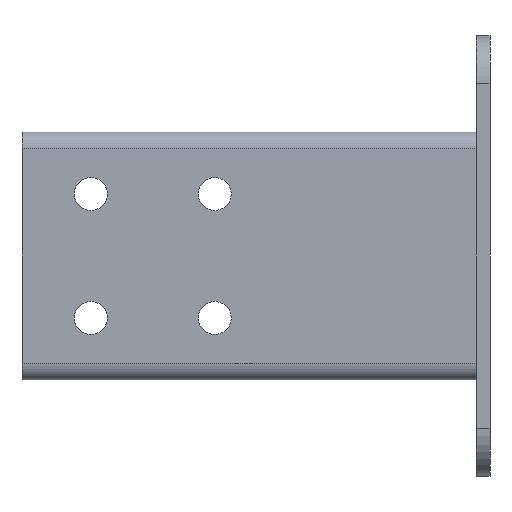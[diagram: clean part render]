
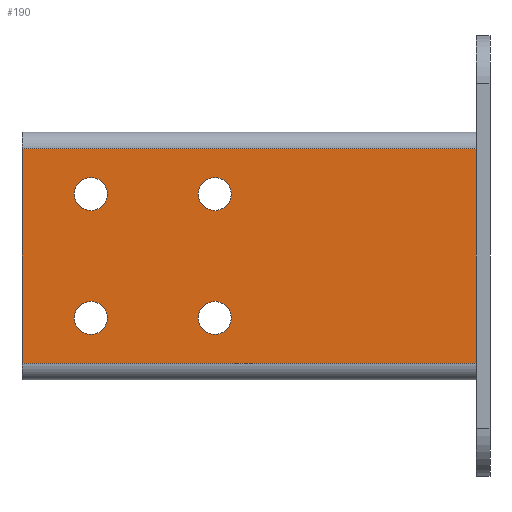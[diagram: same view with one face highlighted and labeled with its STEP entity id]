
A CAD part, left-side view. The second image highlights one B-rep face of the part: STEP entity #190.
In plain terms, the highlighted planar face has unit normal (-1, 0, 0).
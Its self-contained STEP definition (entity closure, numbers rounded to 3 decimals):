
#24 = EDGE_CURVE ( 'NONE', #2542, #2152, #423, .T. ) ;
#25 = EDGE_CURVE ( 'NONE', #2518, #37, #461, .T. ) ;
#35 = VERTEX_POINT ( 'NONE', #441 ) ;
#37 = VERTEX_POINT ( 'NONE', #439 ) ;
#107 = VERTEX_POINT ( 'NONE', #614 ) ;
#142 = EDGE_CURVE ( 'NONE', #35, #107, #640, .T. ) ;
#158 = EDGE_CURVE ( 'NONE', #2518, #35, #708, .T. ) ;
#168 = EDGE_LOOP ( 'NONE', ( #186, #177 ) ) ;
#172 = EDGE_CURVE ( 'NONE', #303, #294, #687, .T. ) ;
#177 = ORIENTED_EDGE ( 'NONE', *, *, #172, .F. ) ;
#178 = EDGE_LOOP ( 'NONE', ( #267, #184 ) ) ;
#181 = EDGE_CURVE ( 'NONE', #2152, #2542, #729, .T. ) ;
#184 = ORIENTED_EDGE ( 'NONE', *, *, #189, .F. ) ;
#186 = ORIENTED_EDGE ( 'NONE', *, *, #312, .F. ) ;
#189 = EDGE_CURVE ( 'NONE', #2417, #2409, #678, .T. ) ;
#190 = ADVANCED_FACE ( 'NONE', ( #716, #730, #721, #719, #720 ), #723, .F. ) ;
#191 = EDGE_LOOP ( 'NONE', ( #271, #194, #202, #286 ) ) ;
#193 = ORIENTED_EDGE ( 'NONE', *, *, #277, .F. ) ;
#194 = ORIENTED_EDGE ( 'NONE', *, *, #203, .F. ) ;
#201 = ORIENTED_EDGE ( 'NONE', *, *, #359, .F. ) ;
#202 = ORIENTED_EDGE ( 'NONE', *, *, #25, .F. ) ;
#203 = EDGE_CURVE ( 'NONE', #37, #107, #766, .T. ) ;
#205 = EDGE_LOOP ( 'NONE', ( #201, #193 ) ) ;
#249 = EDGE_LOOP ( 'NONE', ( #253, #261 ) ) ;
#253 = ORIENTED_EDGE ( 'NONE', *, *, #24, .F. ) ;
#261 = ORIENTED_EDGE ( 'NONE', *, *, #181, .F. ) ;
#267 = ORIENTED_EDGE ( 'NONE', *, *, #2418, .F. ) ;
#271 = ORIENTED_EDGE ( 'NONE', *, *, #142, .T. ) ;
#277 = EDGE_CURVE ( 'NONE', #2020, #2019, #895, .T. ) ;
#286 = ORIENTED_EDGE ( 'NONE', *, *, #158, .T. ) ;
#294 = VERTEX_POINT ( 'NONE', #911 ) ;
#303 = VERTEX_POINT ( 'NONE', #959 ) ;
#312 = EDGE_CURVE ( 'NONE', #294, #303, #958, .T. ) ;
#359 = EDGE_CURVE ( 'NONE', #2019, #2020, #1011, .T. ) ;
#410 = DIRECTION ( 'NONE',  ( 0., 0., 1. ) ) ;
#415 = AXIS2_PLACEMENT_3D ( 'NONE', #464, #463, #462 ) ;
#423 = CIRCLE ( 'NONE', #415, 6. ) ;
#439 = CARTESIAN_POINT ( 'NONE',  ( -45., 170., 39. ) ) ;
#441 = CARTESIAN_POINT ( 'NONE',  ( -45., 0., -39. ) ) ;
#460 = VECTOR ( 'NONE', #410, 1000. ) ;
#461 = LINE ( 'NONE', #465, #460 ) ;
#462 = DIRECTION ( 'NONE',  ( 0., 0., -1. ) ) ;
#463 = DIRECTION ( 'NONE',  ( -1., 0., 0. ) ) ;
#464 = CARTESIAN_POINT ( 'NONE',  ( -45., 145., -22.5 ) ) ;
#465 = CARTESIAN_POINT ( 'NONE',  ( -45., 170., 39. ) ) ;
#614 = CARTESIAN_POINT ( 'NONE',  ( -45., 0., 39. ) ) ;
#635 = CARTESIAN_POINT ( 'NONE',  ( -45., 0., 39. ) ) ;
#640 = LINE ( 'NONE', #635, #643 ) ;
#642 = DIRECTION ( 'NONE',  ( 0., 0., 1. ) ) ;
#643 = VECTOR ( 'NONE', #642, 1000. ) ;
#654 = CARTESIAN_POINT ( 'NONE',  ( -45., 170., -39. ) ) ;
#661 = DIRECTION ( 'NONE',  ( 0., -1., 0. ) ) ;
#678 = CIRCLE ( 'NONE', #731, 6. ) ;
#683 = AXIS2_PLACEMENT_3D ( 'NONE', #739, #738, #737 ) ;
#687 = CIRCLE ( 'NONE', #683, 6. ) ;
#707 = VECTOR ( 'NONE', #661, 1000. ) ;
#708 = LINE ( 'NONE', #654, #707 ) ;
#716 = FACE_BOUND ( 'NONE', #168, .T. ) ;
#717 = DIRECTION ( 'NONE',  ( 0., 0., -1. ) ) ;
#718 = DIRECTION ( 'NONE',  ( -1., 0., 0. ) ) ;
#719 = FACE_BOUND ( 'NONE', #205, .T. ) ;
#720 = FACE_OUTER_BOUND ( 'NONE', #191, .T. ) ;
#721 = FACE_BOUND ( 'NONE', #249, .T. ) ;
#723 = PLANE ( 'NONE',  #740 ) ;
#725 = DIRECTION ( 'NONE',  ( 0., 0., -1. ) ) ;
#726 = DIRECTION ( 'NONE',  ( -1., 0., 0. ) ) ;
#727 = CARTESIAN_POINT ( 'NONE',  ( -45., 145., -22.5 ) ) ;
#728 = AXIS2_PLACEMENT_3D ( 'NONE', #727, #726, #725 ) ;
#729 = CIRCLE ( 'NONE', #728, 6. ) ;
#730 = FACE_BOUND ( 'NONE', #178, .T. ) ;
#731 = AXIS2_PLACEMENT_3D ( 'NONE', #735, #718, #717 ) ;
#734 = DIRECTION ( 'NONE',  ( 0., 0., -1. ) ) ;
#735 = CARTESIAN_POINT ( 'NONE',  ( -45., 100., 22.5 ) ) ;
#737 = DIRECTION ( 'NONE',  ( 0., 0., -1. ) ) ;
#738 = DIRECTION ( 'NONE',  ( -1., 0., 0. ) ) ;
#739 = CARTESIAN_POINT ( 'NONE',  ( -45., 100., -22.5 ) ) ;
#740 = AXIS2_PLACEMENT_3D ( 'NONE', #742, #741, #734 ) ;
#741 = DIRECTION ( 'NONE',  ( 1., 0., 0. ) ) ;
#742 = CARTESIAN_POINT ( 'NONE',  ( -45., 170., 39. ) ) ;
#758 = DIRECTION ( 'NONE',  ( 0., -1., 0. ) ) ;
#759 = VECTOR ( 'NONE', #758, 1000. ) ;
#760 = CARTESIAN_POINT ( 'NONE',  ( -45., 170., 39. ) ) ;
#766 = LINE ( 'NONE', #760, #759 ) ;
#885 = DIRECTION ( 'NONE',  ( 0., 0., -1. ) ) ;
#886 = DIRECTION ( 'NONE',  ( -1., 0., 0. ) ) ;
#893 = CARTESIAN_POINT ( 'NONE',  ( -45., 145., 22.5 ) ) ;
#894 = AXIS2_PLACEMENT_3D ( 'NONE', #893, #886, #885 ) ;
#895 = CIRCLE ( 'NONE', #894, 6. ) ;
#911 = CARTESIAN_POINT ( 'NONE',  ( -45., 100., -28.5 ) ) ;
#943 = DIRECTION ( 'NONE',  ( 0., 0., -1. ) ) ;
#944 = DIRECTION ( 'NONE',  ( -1., 0., 0. ) ) ;
#945 = CARTESIAN_POINT ( 'NONE',  ( -45., 100., -22.5 ) ) ;
#952 = AXIS2_PLACEMENT_3D ( 'NONE', #945, #944, #943 ) ;
#958 = CIRCLE ( 'NONE', #952, 6. ) ;
#959 = CARTESIAN_POINT ( 'NONE',  ( -45., 100., -16.5 ) ) ;
#1000 = DIRECTION ( 'NONE',  ( 0., 0., -1. ) ) ;
#1001 = DIRECTION ( 'NONE',  ( -1., 0., 0. ) ) ;
#1002 = AXIS2_PLACEMENT_3D ( 'NONE', #1012, #1001, #1000 ) ;
#1011 = CIRCLE ( 'NONE', #1002, 6. ) ;
#1012 = CARTESIAN_POINT ( 'NONE',  ( -45., 145., 22.5 ) ) ;
#1065 = CARTESIAN_POINT ( 'NONE',  ( -45., 145., 28.5 ) ) ;
#1134 = CARTESIAN_POINT ( 'NONE',  ( -45., 145., 16.5 ) ) ;
#1284 = CARTESIAN_POINT ( 'NONE',  ( -45., 145., -16.5 ) ) ;
#1649 = CARTESIAN_POINT ( 'NONE',  ( -45., 100., 28.5 ) ) ;
#1652 = CIRCLE ( 'NONE', #1703, 6. ) ;
#1673 = CARTESIAN_POINT ( 'NONE',  ( -45., 100., 16.5 ) ) ;
#1700 = DIRECTION ( 'NONE',  ( 0., 0., -1. ) ) ;
#1701 = DIRECTION ( 'NONE',  ( -1., 0., 0. ) ) ;
#1702 = CARTESIAN_POINT ( 'NONE',  ( -45., 100., 22.5 ) ) ;
#1703 = AXIS2_PLACEMENT_3D ( 'NONE', #1702, #1701, #1700 ) ;
#1865 = CARTESIAN_POINT ( 'NONE',  ( -45., 170., -39. ) ) ;
#1888 = CARTESIAN_POINT ( 'NONE',  ( -45., 145., -28.5 ) ) ;
#2019 = VERTEX_POINT ( 'NONE', #1134 ) ;
#2020 = VERTEX_POINT ( 'NONE', #1065 ) ;
#2152 = VERTEX_POINT ( 'NONE', #1284 ) ;
#2409 = VERTEX_POINT ( 'NONE', #1673 ) ;
#2417 = VERTEX_POINT ( 'NONE', #1649 ) ;
#2418 = EDGE_CURVE ( 'NONE', #2409, #2417, #1652, .T. ) ;
#2518 = VERTEX_POINT ( 'NONE', #1865 ) ;
#2542 = VERTEX_POINT ( 'NONE', #1888 ) ;
